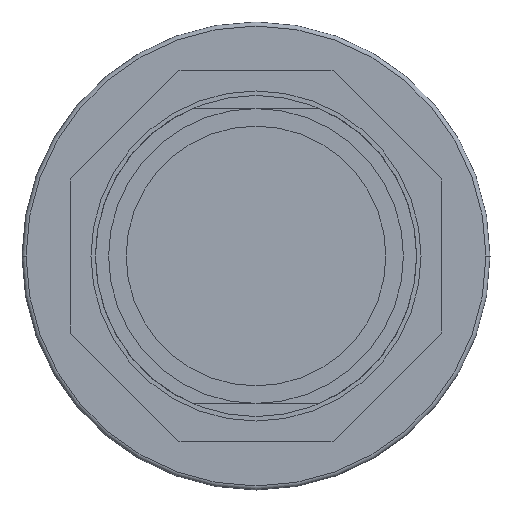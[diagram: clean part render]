
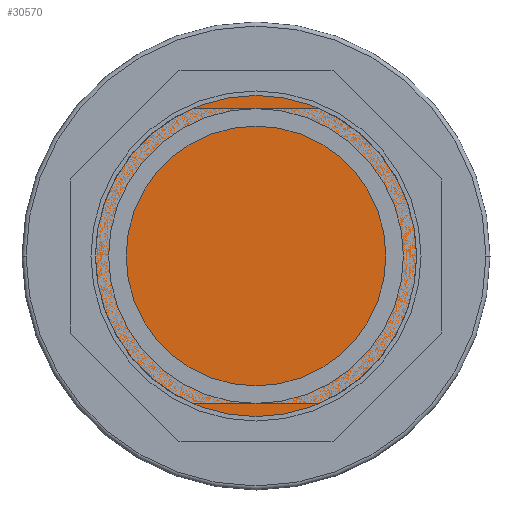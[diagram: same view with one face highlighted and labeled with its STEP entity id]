
A CAD part, front view. The second image highlights one B-rep face of the part: STEP entity #30570.
In plain terms, the highlighted face is planar.
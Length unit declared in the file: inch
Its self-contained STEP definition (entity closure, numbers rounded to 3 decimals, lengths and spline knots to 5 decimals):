
#30499=CARTESIAN_POINT('',(0.,0.,-0.735));
#30500=DIRECTION('',(0.,0.,-1.));
#30501=DIRECTION('',(-1.,0.,0.));
#30502=AXIS2_PLACEMENT_3D('',#30499,#30500,#30501);
#30504=CARTESIAN_POINT('',(0.,0.,-0.735));
#30505=DIRECTION('',(0.,0.,-1.));
#30506=DIRECTION('',(1.,0.,0.));
#30507=AXIS2_PLACEMENT_3D('',#30504,#30505,#30506);
#30513=CARTESIAN_POINT('',(-0.59375,0.,-0.735));
#30514=CARTESIAN_POINT('',(0.59375,0.,-0.735));
#30515=VERTEX_POINT('',#30513);
#30516=VERTEX_POINT('',#30514);
#30561=CARTESIAN_POINT('',(0.,0.,-0.735));
#30562=DIRECTION('',(0.,0.,-1.));
#30563=DIRECTION('',(-1.,0.,0.));
#30564=AXIS2_PLACEMENT_3D('',#30561,#30562,#30563);
#30565=PLANE('',#30564);
#30566=ORIENTED_EDGE('',*,*,#30548,.F.);
#30567=ORIENTED_EDGE('',*,*,#30526,.F.);
#30568=EDGE_LOOP('',(#30566,#30567));
#30569=FACE_OUTER_BOUND('',#30568,.F.);
#30503=CIRCLE('',#30502,0.59375);
#30508=CIRCLE('',#30507,0.59375);
#30526=EDGE_CURVE('',#30516,#30515,#30508,.T.);
#30548=EDGE_CURVE('',#30515,#30516,#30503,.T.);
#30570=ADVANCED_FACE('',(#30569),#30565,.T.);
